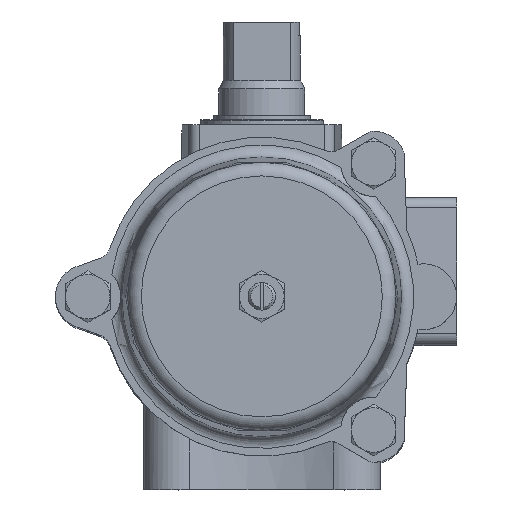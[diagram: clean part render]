
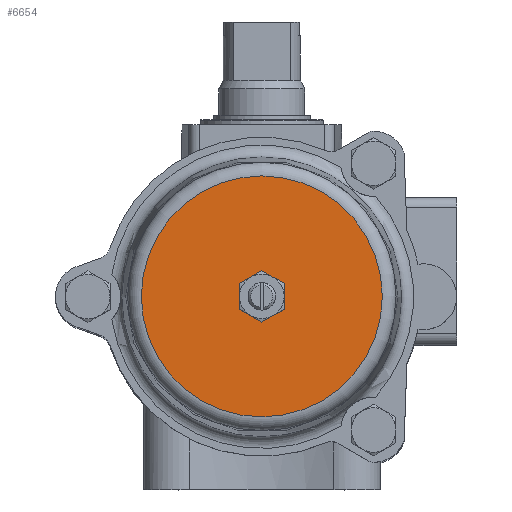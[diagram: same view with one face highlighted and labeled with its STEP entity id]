
A CAD part, top view. The second image highlights one B-rep face of the part: STEP entity #6654.
In plain terms, the highlighted face is planar.
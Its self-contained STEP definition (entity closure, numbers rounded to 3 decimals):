
#216=PLANE('',#7351);
#2177=ORIENTED_EDGE('',*,*,#3785,.F.);
#2178=ORIENTED_EDGE('',*,*,#3488,.T.);
#2179=ORIENTED_EDGE('',*,*,#3486,.T.);
#2180=ORIENTED_EDGE('',*,*,#3483,.T.);
#2181=ORIENTED_EDGE('',*,*,#3497,.T.);
#2182=ORIENTED_EDGE('',*,*,#3494,.T.);
#2183=ORIENTED_EDGE('',*,*,#3491,.T.);
#3483=EDGE_CURVE('',#4400,#4401,#4943,.T.);
#3486=EDGE_CURVE('',#4403,#4400,#4944,.T.);
#3488=EDGE_CURVE('',#4405,#4403,#4945,.T.);
#3491=EDGE_CURVE('',#4407,#4405,#4946,.T.);
#3494=EDGE_CURVE('',#4409,#4407,#4947,.T.);
#3497=EDGE_CURVE('',#4401,#4409,#4948,.T.);
#3785=EDGE_CURVE('',#4603,#4603,#5087,.T.);
#4400=VERTEX_POINT('',#10431);
#4401=VERTEX_POINT('',#10436);
#4403=VERTEX_POINT('',#10444);
#4405=VERTEX_POINT('',#10457);
#4407=VERTEX_POINT('',#10469);
#4409=VERTEX_POINT('',#10481);
#4603=VERTEX_POINT('',#11288);
#4943=CIRCLE('',#7077,6.5);
#4944=CIRCLE('',#7079,6.5);
#4945=CIRCLE('',#7081,6.5);
#4946=CIRCLE('',#7083,6.5);
#4947=CIRCLE('',#7085,6.5);
#4948=CIRCLE('',#7087,6.5);
#5087=CIRCLE('',#7352,35.135);
#5475=EDGE_LOOP('',(#2177));
#5476=EDGE_LOOP('',(#2178,#2179,#2180,#2181,#2182,#2183));
#6027=FACE_BOUND('',#5475,.T.);
#6028=FACE_BOUND('',#5476,.T.);
#6654=ADVANCED_FACE('',(#6027,#6028),#216,.F.);
#7077=AXIS2_PLACEMENT_3D('',#10437,#8146,#8147);
#7079=AXIS2_PLACEMENT_3D('',#10449,#8150,#8151);
#7081=AXIS2_PLACEMENT_3D('',#10456,#8154,#8155);
#7083=AXIS2_PLACEMENT_3D('',#10468,#8158,#8159);
#7085=AXIS2_PLACEMENT_3D('',#10480,#8162,#8163);
#7087=AXIS2_PLACEMENT_3D('',#10492,#8166,#8167);
#7351=AXIS2_PLACEMENT_3D('',#11286,#8804,#8805);
#7352=AXIS2_PLACEMENT_3D('',#11287,#8806,#8807);
#8146=DIRECTION('',(1.,0.,0.));
#8147=DIRECTION('',(0.,0.,-1.));
#8150=DIRECTION('',(1.,0.,0.));
#8151=DIRECTION('',(0.,0.,-1.));
#8154=DIRECTION('',(1.,0.,0.));
#8155=DIRECTION('',(0.,0.,-1.));
#8158=DIRECTION('',(1.,0.,0.));
#8159=DIRECTION('',(0.,0.,-1.));
#8162=DIRECTION('',(1.,0.,0.));
#8163=DIRECTION('',(0.,0.,-1.));
#8166=DIRECTION('',(1.,0.,0.));
#8167=DIRECTION('',(0.,0.,-1.));
#8804=DIRECTION('',(1.,0.,0.));
#8805=DIRECTION('',(0.,0.,-1.));
#8806=DIRECTION('',(1.,0.,0.));
#8807=DIRECTION('',(0.,0.,-1.));
#10431=CARTESIAN_POINT('',(-170.6,5.629,3.25));
#10436=CARTESIAN_POINT('',(-170.6,0.,6.5));
#10437=CARTESIAN_POINT('',(-170.6,0.,0.));
#10444=CARTESIAN_POINT('',(-170.6,5.629,-3.25));
#10449=CARTESIAN_POINT('',(-170.6,0.,0.));
#10456=CARTESIAN_POINT('',(-170.6,0.,0.));
#10457=CARTESIAN_POINT('',(-170.6,0.,-6.5));
#10468=CARTESIAN_POINT('',(-170.6,0.,0.));
#10469=CARTESIAN_POINT('',(-170.6,-5.629,-3.25));
#10480=CARTESIAN_POINT('',(-170.6,0.,0.));
#10481=CARTESIAN_POINT('',(-170.6,-5.629,3.25));
#10492=CARTESIAN_POINT('',(-170.6,0.,0.));
#11286=CARTESIAN_POINT('',(-170.6,0.,0.));
#11287=CARTESIAN_POINT('',(-170.6,0.,0.));
#11288=CARTESIAN_POINT('',(-170.6,0.,-35.135));
